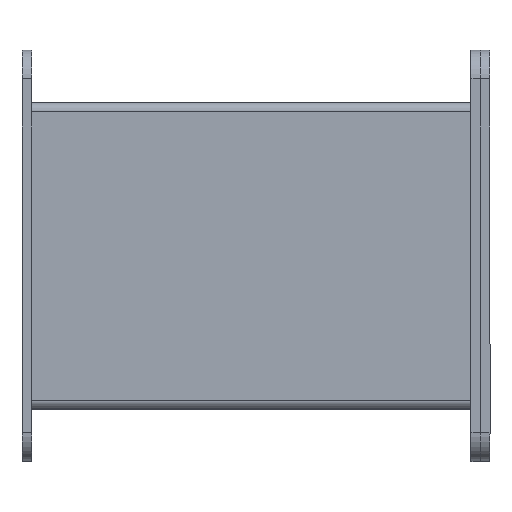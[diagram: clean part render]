
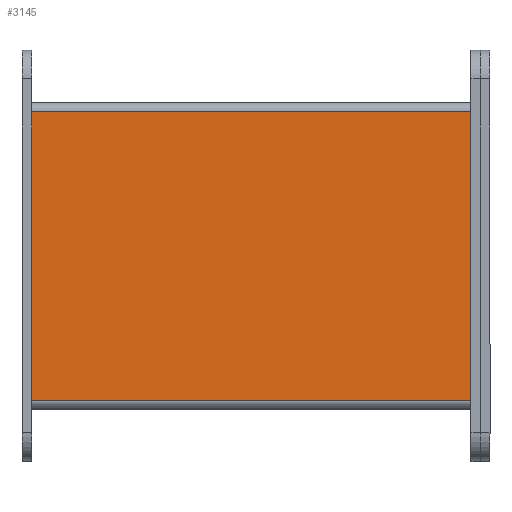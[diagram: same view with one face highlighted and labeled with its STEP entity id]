
A CAD part, top view. The second image highlights one B-rep face of the part: STEP entity #3145.
In plain terms, the highlighted planar face has unit normal (0, 0, 1).
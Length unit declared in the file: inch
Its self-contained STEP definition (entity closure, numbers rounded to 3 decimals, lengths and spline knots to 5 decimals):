
#78 = EDGE_CURVE ( 'NONE', #463, #780, #478, .T. ) ;
#81 = CARTESIAN_POINT ( 'NONE',  ( 2.875, 1.927, 2. ) ) ;
#397 = DIRECTION ( 'NONE',  ( 0., 1., 0. ) ) ;
#463 = VERTEX_POINT ( 'NONE', #794 ) ;
#478 = LINE ( 'NONE', #3200, #1908 ) ;
#519 = ORIENTED_EDGE ( 'NONE', *, *, #78, .F. ) ;
#535 = CARTESIAN_POINT ( 'NONE',  ( 2.875, -1.892, 2. ) ) ;
#632 = VERTEX_POINT ( 'NONE', #1367 ) ;
#658 = EDGE_CURVE ( 'NONE', #780, #632, #2133, .T. ) ;
#724 = CARTESIAN_POINT ( 'NONE',  ( -2.875, 1.892, 2. ) ) ;
#780 = VERTEX_POINT ( 'NONE', #724 ) ;
#794 = CARTESIAN_POINT ( 'NONE',  ( -2.875, -1.892, 2. ) ) ;
#852 = CARTESIAN_POINT ( 'NONE',  ( -2.875, -1.892, 2. ) ) ;
#885 = LINE ( 'NONE', #852, #2904 ) ;
#1003 = EDGE_CURVE ( 'NONE', #1690, #463, #885, .T. ) ;
#1161 = DIRECTION ( 'NONE',  ( 0., 1., 0. ) ) ;
#1220 = ORIENTED_EDGE ( 'NONE', *, *, #1003, .F. ) ;
#1364 = DIRECTION ( 'NONE',  ( -1., 0., 0. ) ) ;
#1366 = DIRECTION ( 'NONE',  ( 0., 0., -1. ) ) ;
#1367 = CARTESIAN_POINT ( 'NONE',  ( 2.875, 1.892, 2. ) ) ;
#1394 = CARTESIAN_POINT ( 'NONE',  ( -2.875, 1.892, 2. ) ) ;
#1463 = ORIENTED_EDGE ( 'NONE', *, *, #658, .F. ) ;
#1503 = EDGE_CURVE ( 'NONE', #1690, #632, #2061, .T. ) ;
#1645 = DIRECTION ( 'NONE',  ( 1., 0., 0. ) ) ;
#1690 = VERTEX_POINT ( 'NONE', #535 ) ;
#1908 = VECTOR ( 'NONE', #2699, 39.37008 ) ;
#2048 = EDGE_LOOP ( 'NONE', ( #1463, #519, #1220, #2858 ) ) ;
#2061 = LINE ( 'NONE', #81, #3086 ) ;
#2133 = LINE ( 'NONE', #1394, #2330 ) ;
#2182 = CARTESIAN_POINT ( 'NONE',  ( -2.875, -2., 2. ) ) ;
#2330 = VECTOR ( 'NONE', #1645, 39.37008 ) ;
#2699 = DIRECTION ( 'NONE',  ( 0., 1., 0. ) ) ;
#2858 = ORIENTED_EDGE ( 'NONE', *, *, #1503, .T. ) ;
#2865 = FACE_OUTER_BOUND ( 'NONE', #2048, .T. ) ;
#2904 = VECTOR ( 'NONE', #1364, 39.37008 ) ;
#2971 = AXIS2_PLACEMENT_3D ( 'NONE', #2182, #1366, #397 ) ;
#3086 = VECTOR ( 'NONE', #1161, 39.37008 ) ;
#3135 = PLANE ( 'NONE',  #2971 ) ;
#3145 = ADVANCED_FACE ( 'NONE', ( #2865 ), #3135, .F. ) ;
#3200 = CARTESIAN_POINT ( 'NONE',  ( -2.875, 2., 2. ) ) ;
